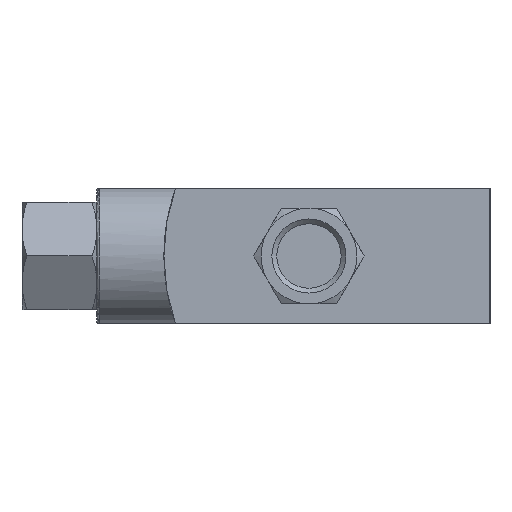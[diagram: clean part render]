
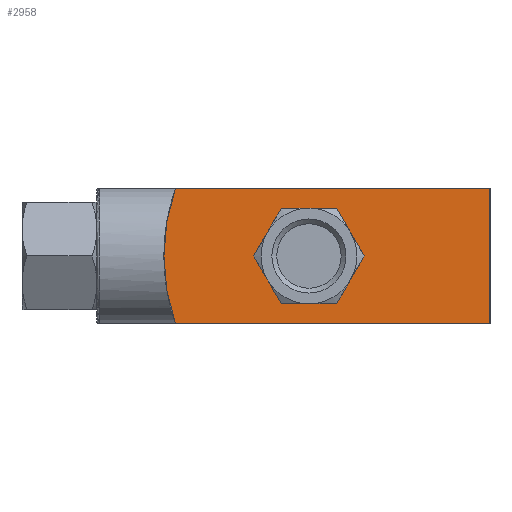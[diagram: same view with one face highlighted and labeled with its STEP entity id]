
A CAD part, left-side view. The second image highlights one B-rep face of the part: STEP entity #2958.
In plain terms, the highlighted planar face has unit normal (-1, 0, 0).
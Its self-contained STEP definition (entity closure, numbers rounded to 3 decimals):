
#49=PLANE('',#3144);
#162=LINE('',#4640,#278);
#174=LINE('',#4665,#290);
#184=LINE('',#4722,#300);
#278=VECTOR('',#3481,1000.);
#290=VECTOR('',#3495,1000.);
#300=VECTOR('',#3511,1000.);
#358=CIRCLE('',#3045,8.5);
#359=CIRCLE('',#3047,8.5);
#360=CIRCLE('',#3049,8.5);
#361=CIRCLE('',#3051,8.5);
#362=CIRCLE('',#3053,8.5);
#363=CIRCLE('',#3055,8.5);
#401=CIRCLE('',#3132,36.);
#716=ORIENTED_EDGE('',*,*,#1031,.F.);
#717=ORIENTED_EDGE('',*,*,#1029,.F.);
#718=ORIENTED_EDGE('',*,*,#1043,.F.);
#719=ORIENTED_EDGE('',*,*,#1040,.F.);
#720=ORIENTED_EDGE('',*,*,#1037,.F.);
#721=ORIENTED_EDGE('',*,*,#1035,.F.);
#722=ORIENTED_EDGE('',*,*,#1227,.F.);
#723=ORIENTED_EDGE('',*,*,#1198,.F.);
#724=ORIENTED_EDGE('',*,*,#1213,.F.);
#725=ORIENTED_EDGE('',*,*,#1186,.F.);
#1029=EDGE_CURVE('',#1320,#1319,#358,.F.);
#1031=EDGE_CURVE('',#1319,#1322,#359,.F.);
#1035=EDGE_CURVE('',#1322,#1324,#360,.F.);
#1037=EDGE_CURVE('',#1324,#1326,#361,.F.);
#1040=EDGE_CURVE('',#1326,#1328,#362,.F.);
#1043=EDGE_CURVE('',#1328,#1320,#363,.F.);
#1186=EDGE_CURVE('',#1439,#1440,#162,.T.);
#1198=EDGE_CURVE('',#1451,#1452,#174,.T.);
#1213=EDGE_CURVE('',#1440,#1451,#184,.T.);
#1227=EDGE_CURVE('',#1452,#1439,#401,.T.);
#1319=VERTEX_POINT('',#3829);
#1320=VERTEX_POINT('',#3834);
#1322=VERTEX_POINT('',#3843);
#1324=VERTEX_POINT('',#3854);
#1326=VERTEX_POINT('',#3867);
#1328=VERTEX_POINT('',#3879);
#1439=VERTEX_POINT('',#4639);
#1440=VERTEX_POINT('',#4641);
#1451=VERTEX_POINT('',#4664);
#1452=VERTEX_POINT('',#4666);
#1668=EDGE_LOOP('',(#716,#717,#718,#719,#720,#721));
#1669=EDGE_LOOP('',(#722,#723,#724,#725));
#1840=FACE_BOUND('',#1668,.T.);
#1841=FACE_BOUND('',#1669,.T.);
#2958=ADVANCED_FACE('',(#1840,#1841),#49,.F.);
#3045=AXIS2_PLACEMENT_3D('',#3835,#3268,#3269);
#3047=AXIS2_PLACEMENT_3D('',#3842,#3272,#3273);
#3049=AXIS2_PLACEMENT_3D('',#3859,#3276,#3277);
#3051=AXIS2_PLACEMENT_3D('',#3866,#3280,#3281);
#3053=AXIS2_PLACEMENT_3D('',#3878,#3284,#3285);
#3055=AXIS2_PLACEMENT_3D('',#3890,#3288,#3289);
#3132=AXIS2_PLACEMENT_3D('',#4756,#3538,#3539);
#3144=AXIS2_PLACEMENT_3D('',#4773,#3562,#3563);
#3268=DIRECTION('',(1.,0.,0.));
#3269=DIRECTION('',(0.,0.,-1.));
#3272=DIRECTION('',(1.,0.,0.));
#3273=DIRECTION('',(0.,0.,-1.));
#3276=DIRECTION('',(1.,0.,0.));
#3277=DIRECTION('',(0.,0.,-1.));
#3280=DIRECTION('',(1.,0.,0.));
#3281=DIRECTION('',(0.,0.,-1.));
#3284=DIRECTION('',(1.,0.,0.));
#3285=DIRECTION('',(0.,0.,-1.));
#3288=DIRECTION('',(1.,0.,0.));
#3289=DIRECTION('',(0.,0.,-1.));
#3481=DIRECTION('',(0.,-1.,0.));
#3495=DIRECTION('',(0.,1.,0.));
#3511=DIRECTION('',(0.,0.,-1.));
#3538=DIRECTION('',(1.,0.,0.));
#3539=DIRECTION('',(0.,0.,-1.));
#3562=DIRECTION('',(1.,0.,0.));
#3563=DIRECTION('',(0.,0.,-1.));
#3829=CARTESIAN_POINT('',(-45.4,32.15,8.5));
#3834=CARTESIAN_POINT('',(-45.4,24.789,4.25));
#3835=CARTESIAN_POINT('',(-45.4,32.15,0.));
#3842=CARTESIAN_POINT('',(-45.4,32.15,0.));
#3843=CARTESIAN_POINT('',(-45.4,39.511,4.25));
#3854=CARTESIAN_POINT('',(-45.4,39.511,-4.25));
#3859=CARTESIAN_POINT('',(-45.4,32.15,0.));
#3866=CARTESIAN_POINT('',(-45.4,32.15,0.));
#3867=CARTESIAN_POINT('',(-45.4,32.15,-8.5));
#3878=CARTESIAN_POINT('',(-45.4,32.15,0.));
#3879=CARTESIAN_POINT('',(-45.4,24.789,-4.25));
#3890=CARTESIAN_POINT('',(-45.4,32.15,0.));
#4639=CARTESIAN_POINT('',(-45.4,55.841,12.));
#4640=CARTESIAN_POINT('',(-45.4,55.841,12.));
#4641=CARTESIAN_POINT('',(-45.4,0.,12.));
#4664=CARTESIAN_POINT('',(-45.4,0.,-12.));
#4665=CARTESIAN_POINT('',(-45.4,0.,-12.));
#4666=CARTESIAN_POINT('',(-45.4,55.841,-12.));
#4722=CARTESIAN_POINT('',(-45.4,0.,12.));
#4756=CARTESIAN_POINT('',(-45.4,21.9,0.));
#4773=CARTESIAN_POINT('',(-45.4,21.9,0.));
